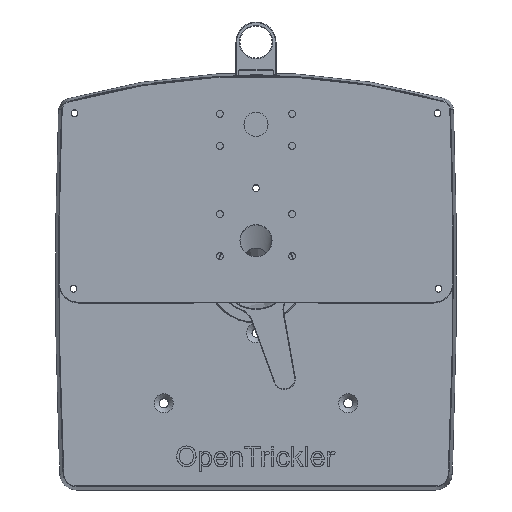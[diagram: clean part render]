
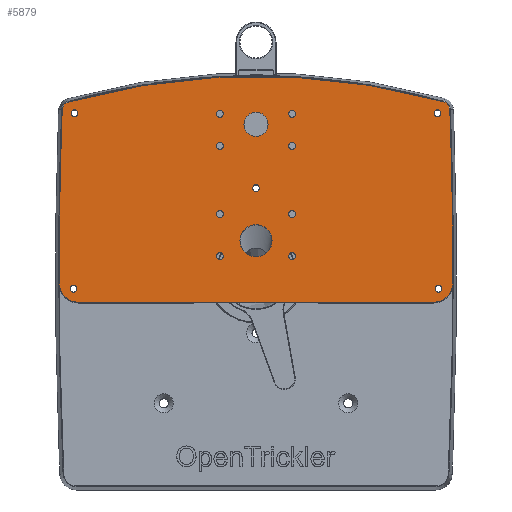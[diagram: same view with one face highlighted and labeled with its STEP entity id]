
A CAD part, top view. The second image highlights one B-rep face of the part: STEP entity #5879.
In plain terms, the highlighted planar face has unit normal (0, 0, 1).
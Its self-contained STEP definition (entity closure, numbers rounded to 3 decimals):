
#5879=ADVANCED_FACE('',(#7735,#7736,#7737,#7738,#7739,#7740,#7741,#7742,
#7743,#7744,#7745,#7746,#7747,#7748,#7749,#7750),#6871,.T.);
#6871=PLANE('',#36273);
#7735=FACE_BOUND('',#9670,.T.);
#7736=FACE_BOUND('',#9671,.T.);
#7737=FACE_BOUND('',#9672,.T.);
#7738=FACE_BOUND('',#9673,.T.);
#7739=FACE_BOUND('',#9674,.T.);
#7740=FACE_BOUND('',#9675,.T.);
#7741=FACE_BOUND('',#9676,.T.);
#7742=FACE_BOUND('',#9677,.T.);
#7743=FACE_BOUND('',#9678,.T.);
#7744=FACE_BOUND('',#9679,.T.);
#7745=FACE_BOUND('',#9680,.T.);
#7746=FACE_BOUND('',#9681,.T.);
#7747=FACE_BOUND('',#9682,.T.);
#7748=FACE_BOUND('',#9683,.T.);
#7749=FACE_BOUND('',#9684,.T.);
#7750=FACE_BOUND('',#9685,.T.);
#9670=EDGE_LOOP('',(#22071,#22072,#22073,#22074,#22075,#22076,#22077,#22078));
#9671=EDGE_LOOP('',(#22079));
#9672=EDGE_LOOP('',(#22080));
#9673=EDGE_LOOP('',(#22081));
#9674=EDGE_LOOP('',(#22082));
#9675=EDGE_LOOP('',(#22083));
#9676=EDGE_LOOP('',(#22084));
#9677=EDGE_LOOP('',(#22085));
#9678=EDGE_LOOP('',(#22086));
#9679=EDGE_LOOP('',(#22087));
#9680=EDGE_LOOP('',(#22088));
#9681=EDGE_LOOP('',(#22089));
#9682=EDGE_LOOP('',(#22090));
#9683=EDGE_LOOP('',(#22091));
#9684=EDGE_LOOP('',(#22092));
#9685=EDGE_LOOP('',(#22093));
#11915=LINE('',#65841,#14004);
#14004=VECTOR('',#44548,1.);
#22071=ORIENTED_EDGE('',*,*,#30925,.T.);
#22072=ORIENTED_EDGE('',*,*,#30926,.T.);
#22073=ORIENTED_EDGE('',*,*,#30927,.T.);
#22074=ORIENTED_EDGE('',*,*,#30928,.T.);
#22075=ORIENTED_EDGE('',*,*,#30929,.T.);
#22076=ORIENTED_EDGE('',*,*,#30930,.T.);
#22077=ORIENTED_EDGE('',*,*,#30931,.T.);
#22078=ORIENTED_EDGE('',*,*,#30932,.T.);
#22079=ORIENTED_EDGE('',*,*,#30933,.T.);
#22080=ORIENTED_EDGE('',*,*,#30934,.F.);
#22081=ORIENTED_EDGE('',*,*,#30935,.F.);
#22082=ORIENTED_EDGE('',*,*,#30936,.F.);
#22083=ORIENTED_EDGE('',*,*,#30937,.T.);
#22084=ORIENTED_EDGE('',*,*,#30938,.F.);
#22085=ORIENTED_EDGE('',*,*,#30939,.F.);
#22086=ORIENTED_EDGE('',*,*,#30940,.F.);
#22087=ORIENTED_EDGE('',*,*,#30941,.F.);
#22088=ORIENTED_EDGE('',*,*,#30942,.F.);
#22089=ORIENTED_EDGE('',*,*,#30943,.F.);
#22090=ORIENTED_EDGE('',*,*,#30944,.F.);
#22091=ORIENTED_EDGE('',*,*,#30945,.F.);
#22092=ORIENTED_EDGE('',*,*,#30946,.F.);
#22093=ORIENTED_EDGE('',*,*,#30947,.T.);
#26456=VERTEX_POINT('',#65839);
#26457=VERTEX_POINT('',#65840);
#26458=VERTEX_POINT('',#65842);
#26459=VERTEX_POINT('',#65844);
#26460=VERTEX_POINT('',#65846);
#26461=VERTEX_POINT('',#65848);
#26462=VERTEX_POINT('',#65850);
#26463=VERTEX_POINT('',#65852);
#26464=VERTEX_POINT('',#65855);
#26465=VERTEX_POINT('',#65857);
#26466=VERTEX_POINT('',#65859);
#26467=VERTEX_POINT('',#65861);
#26468=VERTEX_POINT('',#65863);
#26469=VERTEX_POINT('',#65865);
#26470=VERTEX_POINT('',#65867);
#26471=VERTEX_POINT('',#65869);
#26472=VERTEX_POINT('',#65871);
#26473=VERTEX_POINT('',#65873);
#26474=VERTEX_POINT('',#65875);
#26475=VERTEX_POINT('',#65877);
#26476=VERTEX_POINT('',#65879);
#26477=VERTEX_POINT('',#65881);
#26478=VERTEX_POINT('',#65883);
#30925=EDGE_CURVE('',#26456,#26457,#32900,.T.);
#30926=EDGE_CURVE('',#26457,#26458,#11915,.T.);
#30927=EDGE_CURVE('',#26458,#26459,#32901,.T.);
#30928=EDGE_CURVE('',#26459,#26460,#32902,.T.);
#30929=EDGE_CURVE('',#26460,#26461,#32903,.T.);
#30930=EDGE_CURVE('',#26461,#26462,#32904,.T.);
#30931=EDGE_CURVE('',#26462,#26463,#32905,.T.);
#30932=EDGE_CURVE('',#26463,#26456,#32906,.T.);
#30933=EDGE_CURVE('',#26464,#26464,#32907,.T.);
#30934=EDGE_CURVE('',#26465,#26465,#32908,.T.);
#30935=EDGE_CURVE('',#26466,#26466,#32909,.T.);
#30936=EDGE_CURVE('',#26467,#26467,#32910,.T.);
#30937=EDGE_CURVE('',#26468,#26468,#32911,.T.);
#30938=EDGE_CURVE('',#26469,#26469,#32912,.T.);
#30939=EDGE_CURVE('',#26470,#26470,#32913,.T.);
#30940=EDGE_CURVE('',#26471,#26471,#32914,.T.);
#30941=EDGE_CURVE('',#26472,#26472,#32915,.T.);
#30942=EDGE_CURVE('',#26473,#26473,#32916,.T.);
#30943=EDGE_CURVE('',#26474,#26474,#32917,.T.);
#30944=EDGE_CURVE('',#26475,#26475,#32918,.T.);
#30945=EDGE_CURVE('',#26476,#26476,#32919,.T.);
#30946=EDGE_CURVE('',#26477,#26477,#32920,.T.);
#30947=EDGE_CURVE('',#26478,#26478,#32921,.T.);
#32900=CIRCLE('',#36251,9.7);
#32901=CIRCLE('',#36252,9.7);
#32902=CIRCLE('',#36253,2197.669);
#32903=CIRCLE('',#36254,4.169);
#32904=CIRCLE('',#36255,348.169);
#32905=CIRCLE('',#36256,4.169);
#32906=CIRCLE('',#36257,2197.669);
#32907=CIRCLE('',#36258,1.7);
#32908=CIRCLE('',#36259,1.7);
#32909=CIRCLE('',#36260,1.7);
#32910=CIRCLE('',#36261,1.7);
#32911=CIRCLE('',#36262,8.);
#32912=CIRCLE('',#36263,1.7);
#32913=CIRCLE('',#36264,1.7);
#32914=CIRCLE('',#36265,1.7);
#32915=CIRCLE('',#36266,1.7);
#32916=CIRCLE('',#36267,1.7);
#32917=CIRCLE('',#36268,6.);
#32918=CIRCLE('',#36269,1.7);
#32919=CIRCLE('',#36270,1.7);
#32920=CIRCLE('',#36271,1.7);
#32921=CIRCLE('',#36272,1.7);
#36251=AXIS2_PLACEMENT_3D('',#65838,#44546,#44547);
#36252=AXIS2_PLACEMENT_3D('',#65843,#44549,#44550);
#36253=AXIS2_PLACEMENT_3D('',#65845,#44551,#44552);
#36254=AXIS2_PLACEMENT_3D('',#65847,#44553,#44554);
#36255=AXIS2_PLACEMENT_3D('',#65849,#44555,#44556);
#36256=AXIS2_PLACEMENT_3D('',#65851,#44557,#44558);
#36257=AXIS2_PLACEMENT_3D('',#65853,#44559,#44560);
#36258=AXIS2_PLACEMENT_3D('',#65854,#44561,#44562);
#36259=AXIS2_PLACEMENT_3D('',#65856,#44563,#44564);
#36260=AXIS2_PLACEMENT_3D('',#65858,#44565,#44566);
#36261=AXIS2_PLACEMENT_3D('',#65860,#44567,#44568);
#36262=AXIS2_PLACEMENT_3D('',#65862,#44569,#44570);
#36263=AXIS2_PLACEMENT_3D('',#65864,#44571,#44572);
#36264=AXIS2_PLACEMENT_3D('',#65866,#44573,#44574);
#36265=AXIS2_PLACEMENT_3D('',#65868,#44575,#44576);
#36266=AXIS2_PLACEMENT_3D('',#65870,#44577,#44578);
#36267=AXIS2_PLACEMENT_3D('',#65872,#44579,#44580);
#36268=AXIS2_PLACEMENT_3D('',#65874,#44581,#44582);
#36269=AXIS2_PLACEMENT_3D('',#65876,#44583,#44584);
#36270=AXIS2_PLACEMENT_3D('',#65878,#44585,#44586);
#36271=AXIS2_PLACEMENT_3D('',#65880,#44587,#44588);
#36272=AXIS2_PLACEMENT_3D('',#65882,#44589,#44590);
#36273=AXIS2_PLACEMENT_3D('',#65884,#44591,#44592);
#44546=DIRECTION('',(0.,0.,1.));
#44547=DIRECTION('',(1.,0.,0.));
#44548=DIRECTION('',(1.,0.,0.));
#44549=DIRECTION('',(0.,0.,1.));
#44550=DIRECTION('',(1.,0.,0.));
#44551=DIRECTION('',(0.,0.,1.));
#44552=DIRECTION('',(1.,0.,0.));
#44553=DIRECTION('',(0.,0.,1.));
#44554=DIRECTION('',(1.,0.,0.));
#44555=DIRECTION('',(0.,0.,1.));
#44556=DIRECTION('',(1.,0.,0.));
#44557=DIRECTION('',(0.,0.,1.));
#44558=DIRECTION('',(1.,0.,0.));
#44559=DIRECTION('',(0.,0.,1.));
#44560=DIRECTION('',(1.,0.,0.));
#44561=DIRECTION('',(0.,0.,-1.));
#44562=DIRECTION('',(1.,0.,0.));
#44563=DIRECTION('',(0.,0.,1.));
#44564=DIRECTION('',(1.,0.,0.));
#44565=DIRECTION('',(0.,0.,1.));
#44566=DIRECTION('',(1.,0.,0.));
#44567=DIRECTION('',(0.,0.,1.));
#44568=DIRECTION('',(1.,0.,0.));
#44569=DIRECTION('',(0.,0.,-1.));
#44570=DIRECTION('',(1.,0.,0.));
#44571=DIRECTION('',(0.,0.,1.));
#44572=DIRECTION('',(1.,0.,0.));
#44573=DIRECTION('',(0.,0.,1.));
#44574=DIRECTION('',(1.,0.,0.));
#44575=DIRECTION('',(0.,0.,1.));
#44576=DIRECTION('',(1.,0.,0.));
#44577=DIRECTION('',(0.,0.,1.));
#44578=DIRECTION('',(1.,0.,0.));
#44579=DIRECTION('',(0.,0.,1.));
#44580=DIRECTION('',(1.,0.,0.));
#44581=DIRECTION('',(0.,0.,1.));
#44582=DIRECTION('',(1.,0.,0.));
#44583=DIRECTION('',(0.,0.,1.));
#44584=DIRECTION('',(1.,0.,0.));
#44585=DIRECTION('',(0.,0.,1.));
#44586=DIRECTION('',(1.,0.,0.));
#44587=DIRECTION('',(0.,0.,1.));
#44588=DIRECTION('',(1.,0.,0.));
#44589=DIRECTION('',(0.,0.,-1.));
#44590=DIRECTION('',(1.,0.,0.));
#44591=DIRECTION('',(0.,0.,1.));
#44592=DIRECTION('',(-1.,0.,0.));
#65838=CARTESIAN_POINT('',(-190.34,-148.299,81.5));
#65839=CARTESIAN_POINT('',(-200.04,-148.32,81.5));
#65840=CARTESIAN_POINT('',(-190.34,-157.999,81.5));
#65841=CARTESIAN_POINT('',(-13.412,-157.999,81.5));
#65842=CARTESIAN_POINT('',(-13.412,-157.999,81.5));
#65843=CARTESIAN_POINT('',(-13.412,-148.299,81.5));
#65844=CARTESIAN_POINT('',(-3.712,-148.32,81.5));
#65845=CARTESIAN_POINT('',(-2201.376,-143.512,81.5));
#65846=CARTESIAN_POINT('',(-5.224,-61.863,81.5));
#65847=CARTESIAN_POINT('',(-9.39,-62.018,81.5));
#65848=CARTESIAN_POINT('',(-8.273,-58.001,81.5));
#65849=CARTESIAN_POINT('',(-101.573,-393.436,81.5));
#65850=CARTESIAN_POINT('',(-195.493,-58.174,81.5));
#65851=CARTESIAN_POINT('',(-194.368,-62.189,81.5));
#65852=CARTESIAN_POINT('',(-198.534,-62.034,81.5));
#65853=CARTESIAN_POINT('',(1997.624,-143.512,81.5));
#65854=CARTESIAN_POINT('',(-192.876,-151.299,81.5));
#65855=CARTESIAN_POINT('',(-191.176,-151.299,81.5));
#65856=CARTESIAN_POINT('',(-192.376,-63.799,81.5));
#65857=CARTESIAN_POINT('',(-190.676,-63.799,81.5));
#65858=CARTESIAN_POINT('',(-10.876,-151.299,81.5));
#65859=CARTESIAN_POINT('',(-9.176,-151.299,81.5));
#65860=CARTESIAN_POINT('',(-11.376,-63.799,81.5));
#65861=CARTESIAN_POINT('',(-9.676,-63.799,81.5));
#65862=CARTESIAN_POINT('',(-101.876,-127.299,81.5));
#65863=CARTESIAN_POINT('',(-93.876,-127.299,81.5));
#65864=CARTESIAN_POINT('',(-83.876,-64.049,81.5));
#65865=CARTESIAN_POINT('',(-82.176,-64.049,81.5));
#65866=CARTESIAN_POINT('',(-119.876,-64.049,81.5));
#65867=CARTESIAN_POINT('',(-118.176,-64.049,81.5));
#65868=CARTESIAN_POINT('',(-119.876,-80.049,81.5));
#65869=CARTESIAN_POINT('',(-118.176,-80.049,81.5));
#65870=CARTESIAN_POINT('',(-119.876,-114.049,81.5));
#65871=CARTESIAN_POINT('',(-118.176,-114.049,81.5));
#65872=CARTESIAN_POINT('',(-119.876,-135.049,81.5));
#65873=CARTESIAN_POINT('',(-118.176,-135.049,81.5));
#65874=CARTESIAN_POINT('',(-101.876,-69.299,81.5));
#65875=CARTESIAN_POINT('',(-95.876,-69.299,81.5));
#65876=CARTESIAN_POINT('',(-83.876,-135.049,81.5));
#65877=CARTESIAN_POINT('',(-82.176,-135.049,81.5));
#65878=CARTESIAN_POINT('',(-83.876,-114.049,81.5));
#65879=CARTESIAN_POINT('',(-82.176,-114.049,81.5));
#65880=CARTESIAN_POINT('',(-83.876,-80.049,81.5));
#65881=CARTESIAN_POINT('',(-82.176,-80.049,81.5));
#65882=CARTESIAN_POINT('',(-101.876,-101.128,81.5));
#65883=CARTESIAN_POINT('',(-100.176,-101.128,81.5));
#65884=CARTESIAN_POINT('',(-101.876,-92.549,81.5));
